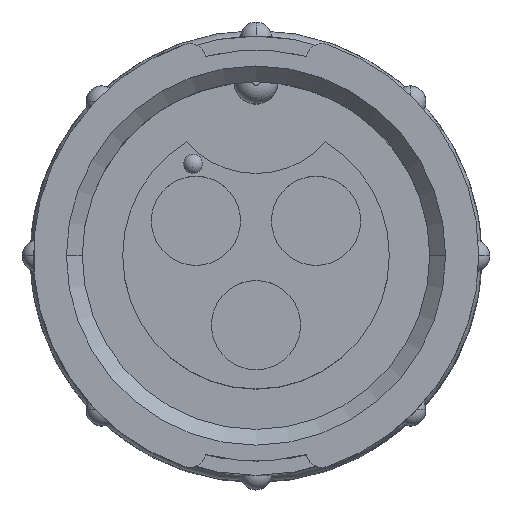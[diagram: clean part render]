
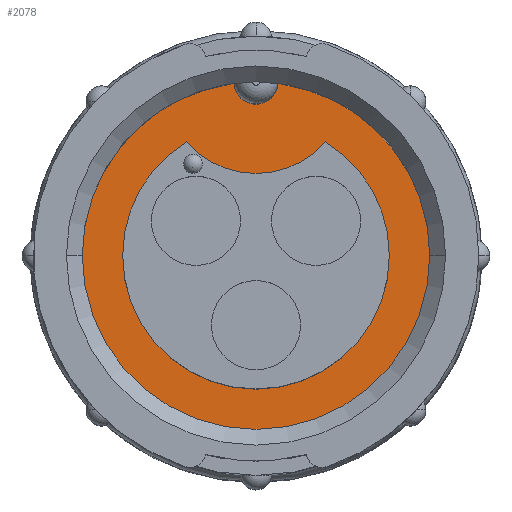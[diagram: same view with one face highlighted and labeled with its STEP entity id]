
A CAD part, top view. The second image highlights one B-rep face of the part: STEP entity #2078.
In plain terms, the highlighted planar face has unit normal (0, 0, 1).
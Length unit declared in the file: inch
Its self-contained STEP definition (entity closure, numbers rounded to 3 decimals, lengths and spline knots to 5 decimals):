
#47 = EDGE_CURVE ( 'NONE', #6187, #4839, #2517, .T. ) ;
#218 = FACE_BOUND ( 'NONE', #5685, .T. ) ;
#276 = DIRECTION ( 'NONE',  ( 0., 0., 1. ) ) ;
#312 = CIRCLE ( 'NONE', #658, 0.035 ) ;
#404 = ORIENTED_EDGE ( 'NONE', *, *, #817, .T. ) ;
#436 = CARTESIAN_POINT ( 'NONE',  ( -0.275, 0., -0.3 ) ) ;
#658 = AXIS2_PLACEMENT_3D ( 'NONE', #2537, #5966, #3046 ) ;
#676 = CARTESIAN_POINT ( 'NONE',  ( 0.275, 0., -0.3 ) ) ;
#694 = AXIS2_PLACEMENT_3D ( 'NONE', #4768, #4746, #4730 ) ;
#700 = EDGE_LOOP ( 'NONE', ( #6272, #2293, #2835, #4291 ) ) ;
#817 = EDGE_CURVE ( 'NONE', #4711, #4294, #1558, .T. ) ;
#950 = EDGE_CURVE ( 'NONE', #1187, #1163, #1387, .T. ) ;
#1028 = AXIS2_PLACEMENT_3D ( 'NONE', #5967, #5944, #5927 ) ;
#1061 = AXIS2_PLACEMENT_3D ( 'NONE', #5847, #5826, #5799 ) ;
#1163 = VERTEX_POINT ( 'NONE', #3041 ) ;
#1187 = VERTEX_POINT ( 'NONE', #6294 ) ;
#1248 = DIRECTION ( 'NONE',  ( 0., 0., -1. ) ) ;
#1387 = CIRCLE ( 'NONE', #4306, 0.211 ) ;
#1558 = CIRCLE ( 'NONE', #694, 0.211 ) ;
#1703 = CARTESIAN_POINT ( 'NONE',  ( 0., 0., -0.3 ) ) ;
#2011 = CARTESIAN_POINT ( 'NONE',  ( 0.11, 0.18006, -0.3 ) ) ;
#2078 = ADVANCED_FACE ( 'NONE', ( #2476, #218 ), #5892, .T. ) ;
#2197 = DIRECTION ( 'NONE',  ( 1., 0., 0. ) ) ;
#2293 = ORIENTED_EDGE ( 'NONE', *, *, #47, .T. ) ;
#2311 = CARTESIAN_POINT ( 'NONE',  ( 0., 0., -0.3 ) ) ;
#2321 = DIRECTION ( 'NONE',  ( 1., 0., 0. ) ) ;
#2368 = VERTEX_POINT ( 'NONE', #2626 ) ;
#2476 = FACE_OUTER_BOUND ( 'NONE', #700, .T. ) ;
#2517 = CIRCLE ( 'NONE', #4079, 0.275 ) ;
#2537 = CARTESIAN_POINT ( 'NONE',  ( 0., 0.275, -0.3 ) ) ;
#2596 = DIRECTION ( 'NONE',  ( -1., 0., 0. ) ) ;
#2626 = CARTESIAN_POINT ( 'NONE',  ( 0.03493, 0.27277, -0.3 ) ) ;
#2641 = DIRECTION ( 'NONE',  ( 0., 0., -1. ) ) ;
#2664 = CARTESIAN_POINT ( 'NONE',  ( 0., 0., -0.3 ) ) ;
#2835 = ORIENTED_EDGE ( 'NONE', *, *, #5335, .T. ) ;
#2967 = EDGE_CURVE ( 'NONE', #5661, #6187, #4775, .T. ) ;
#3041 = CARTESIAN_POINT ( 'NONE',  ( -0.11, 0.18006, -0.3 ) ) ;
#3046 = DIRECTION ( 'NONE',  ( -1., 0., 0. ) ) ;
#3148 = CIRCLE ( 'NONE', #5383, 0.211 ) ;
#3180 = CARTESIAN_POINT ( 'NONE',  ( 0., 0.27589, -0.3 ) ) ;
#3308 = DIRECTION ( 'NONE',  ( 0., 0., 1. ) ) ;
#3462 = EDGE_CURVE ( 'NONE', #1163, #4711, #5672, .T. ) ;
#3683 = DIRECTION ( 'NONE',  ( -1., 0., 0. ) ) ;
#3764 = ORIENTED_EDGE ( 'NONE', *, *, #3822, .T. ) ;
#3822 = EDGE_CURVE ( 'NONE', #4294, #1187, #3148, .T. ) ;
#3844 = AXIS2_PLACEMENT_3D ( 'NONE', #1703, #5141, #2197 ) ;
#4079 = AXIS2_PLACEMENT_3D ( 'NONE', #2311, #3308, #2321 ) ;
#4131 = CIRCLE ( 'NONE', #3844, 0.275 ) ;
#4203 = CARTESIAN_POINT ( 'NONE',  ( 0., 0., -0.3 ) ) ;
#4271 = ORIENTED_EDGE ( 'NONE', *, *, #950, .T. ) ;
#4291 = ORIENTED_EDGE ( 'NONE', *, *, #5679, .T. ) ;
#4294 = VERTEX_POINT ( 'NONE', #5904 ) ;
#4306 = AXIS2_PLACEMENT_3D ( 'NONE', #2664, #2641, #2596 ) ;
#4488 = CARTESIAN_POINT ( 'NONE',  ( -0.03493, 0.27277, -0.3 ) ) ;
#4701 = DIRECTION ( 'NONE',  ( -1., 0., 0. ) ) ;
#4711 = VERTEX_POINT ( 'NONE', #2011 ) ;
#4730 = DIRECTION ( 'NONE',  ( -1., 0., 0. ) ) ;
#4746 = DIRECTION ( 'NONE',  ( 0., 0., -1. ) ) ;
#4768 = CARTESIAN_POINT ( 'NONE',  ( 0., 0., -0.3 ) ) ;
#4775 = CIRCLE ( 'NONE', #1028, 0.275 ) ;
#4839 = VERTEX_POINT ( 'NONE', #676 ) ;
#5103 = ORIENTED_EDGE ( 'NONE', *, *, #3462, .T. ) ;
#5141 = DIRECTION ( 'NONE',  ( 0., 0., 1. ) ) ;
#5335 = EDGE_CURVE ( 'NONE', #4839, #2368, #4131, .T. ) ;
#5383 = AXIS2_PLACEMENT_3D ( 'NONE', #4203, #1248, #4701 ) ;
#5499 = AXIS2_PLACEMENT_3D ( 'NONE', #3180, #276, #3683 ) ;
#5661 = VERTEX_POINT ( 'NONE', #4488 ) ;
#5672 = CIRCLE ( 'NONE', #5499, 0.14589 ) ;
#5679 = EDGE_CURVE ( 'NONE', #2368, #5661, #312, .T. ) ;
#5685 = EDGE_LOOP ( 'NONE', ( #5103, #404, #3764, #4271 ) ) ;
#5799 = DIRECTION ( 'NONE',  ( 1., 0., 0. ) ) ;
#5826 = DIRECTION ( 'NONE',  ( 0., 0., 1. ) ) ;
#5847 = CARTESIAN_POINT ( 'NONE',  ( 0., 0.1375, -0.3 ) ) ;
#5892 = PLANE ( 'NONE',  #1061 ) ;
#5904 = CARTESIAN_POINT ( 'NONE',  ( 0.211, 0., -0.3 ) ) ;
#5927 = DIRECTION ( 'NONE',  ( 1., 0., 0. ) ) ;
#5944 = DIRECTION ( 'NONE',  ( 0., 0., 1. ) ) ;
#5966 = DIRECTION ( 'NONE',  ( 0., 0., -1. ) ) ;
#5967 = CARTESIAN_POINT ( 'NONE',  ( 0., 0., -0.3 ) ) ;
#6187 = VERTEX_POINT ( 'NONE', #436 ) ;
#6272 = ORIENTED_EDGE ( 'NONE', *, *, #2967, .T. ) ;
#6294 = CARTESIAN_POINT ( 'NONE',  ( -0.211, 0., -0.3 ) ) ;
